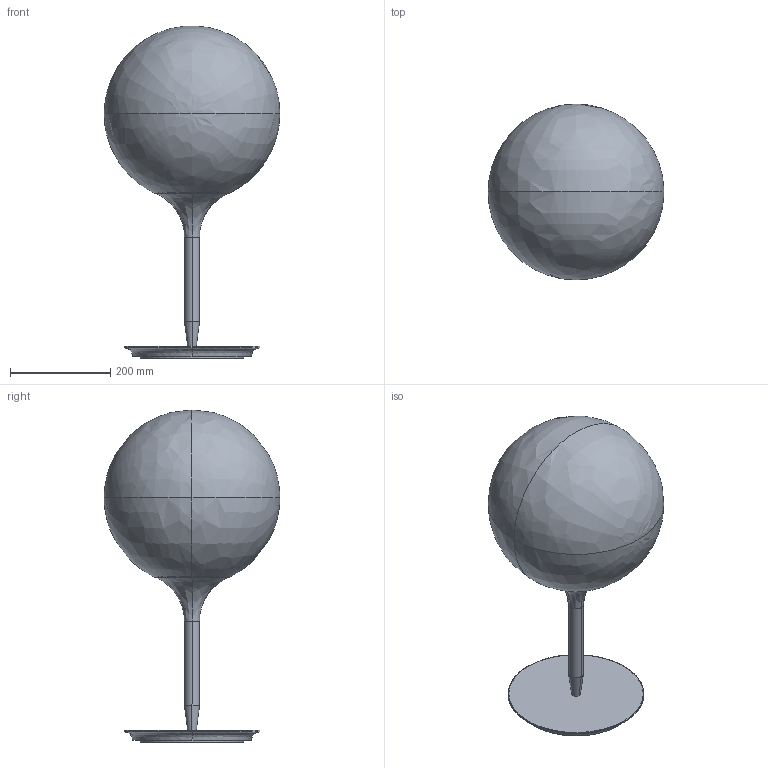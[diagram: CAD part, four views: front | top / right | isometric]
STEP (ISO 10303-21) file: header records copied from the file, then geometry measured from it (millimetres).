
FILE_DESCRIPTION(/* description */ (''),/* implementation_level */ '2;1');
FILE_NAME(/* name */ 'Castore_Tavolo_35_3D',/* time_stamp */ '2011-11-14T12:13:09+01:00',/* author */ (''),/* organization */ (''),/* preprocessor_version */ 'ST-DEVELOPER v10',/* originating_system */ '',/* authorisation */ '');
FILE_SCHEMA (('CONFIG_CONTROL_DESIGN'));
Length unit declared in the file: millimetre
Products named in the file (1): 1
Bounding box: 350 x 350 x 661.32 mm (x, y, z)
Volume: 3590380.1 mm3; surface area: 936003.1 mm2
Topology: 4 solids, 4 shells, 63 faces, 146 edges, 82 vertices
Faces by surface type: bspline 56, plane 7
Entity records: 2549 total; most frequent: CARTESIAN_POINT 1728, ORIENTED_EDGE 268, EDGE_CURVE 134, VERTEX_POINT 82, EDGE_LOOP 66, ADVANCED_FACE 63, FACE_OUTER_BOUND 63, B_SPLINE_CURVE_WITH_KNOTS 23
